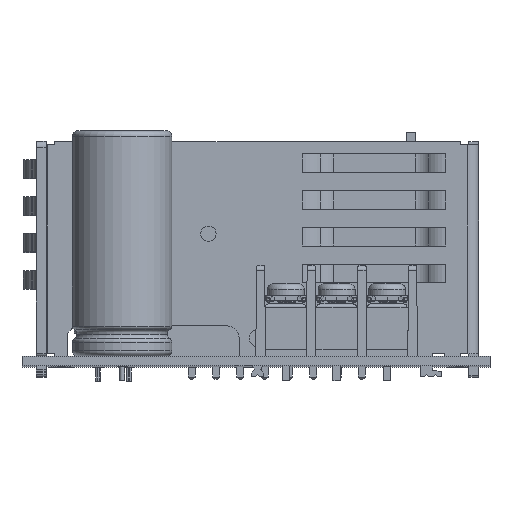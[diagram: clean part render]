
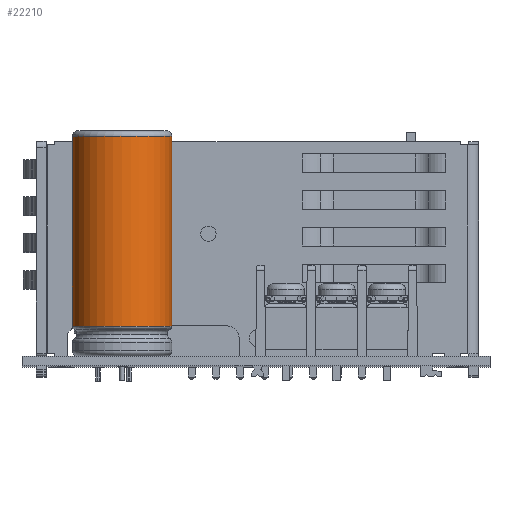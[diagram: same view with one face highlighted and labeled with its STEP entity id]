
A CAD part, top view. The second image highlights one B-rep face of the part: STEP entity #22210.
In plain terms, the highlighted cylindrical face has radius 8.1 mm (diameter 16.2 mm), a partial arc.
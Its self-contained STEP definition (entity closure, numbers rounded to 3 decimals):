
#1125 = AXIS2_PLACEMENT_3D ( 'NONE', #9725, #34112, #13250 ) ;
#1223 = DIRECTION ( 'NONE',  ( 0., -1., 0. ) ) ;
#1668 = ORIENTED_EDGE ( 'NONE', *, *, #6006, .T. ) ;
#2585 = ORIENTED_EDGE ( 'NONE', *, *, #43494, .F. ) ;
#3799 = CYLINDRICAL_SURFACE ( 'NONE', #25599, 8.1 ) ;
#4894 = FACE_OUTER_BOUND ( 'NONE', #7409, .T. ) ;
#6006 = EDGE_CURVE ( 'NONE', #18597, #44710, #17456, .T. ) ;
#7311 = VECTOR ( 'NONE', #19993, 1000. ) ;
#7409 = EDGE_LOOP ( 'NONE', ( #43755, #29277, #1668, #2585 ) ) ;
#8197 = VECTOR ( 'NONE', #19916, 1000. ) ;
#9725 = CARTESIAN_POINT ( 'NONE',  ( 0., 35.7, 0. ) ) ;
#10137 = CIRCLE ( 'NONE', #33590, 8.1 ) ;
#11732 = VERTEX_POINT ( 'NONE', #30483 ) ;
#13203 = VERTEX_POINT ( 'NONE', #19561 ) ;
#13250 = DIRECTION ( 'NONE',  ( 0., 0., -1. ) ) ;
#15082 = CARTESIAN_POINT ( 'NONE',  ( 0., 0., 0. ) ) ;
#16550 = CARTESIAN_POINT ( 'NONE',  ( 0., 0., 8.1 ) ) ;
#17456 = LINE ( 'NONE', #23408, #8197 ) ;
#17654 = LINE ( 'NONE', #16550, #7311 ) ;
#18597 = VERTEX_POINT ( 'NONE', #39500 ) ;
#19227 = CIRCLE ( 'NONE', #1125, 8.1 ) ;
#19561 = CARTESIAN_POINT ( 'NONE',  ( 0., 35.7, 8.1 ) ) ;
#19916 = DIRECTION ( 'NONE',  ( 0., -1., 0. ) ) ;
#19993 = DIRECTION ( 'NONE',  ( 0., -1., 0. ) ) ;
#22115 = CARTESIAN_POINT ( 'NONE',  ( 0., 4.799, 0. ) ) ;
#22210 = ADVANCED_FACE ( 'NONE', ( #4894 ), #3799, .T. ) ;
#23408 = CARTESIAN_POINT ( 'NONE',  ( 0., 0., -8.1 ) ) ;
#25595 = DIRECTION ( 'NONE',  ( 0., 0., -1. ) ) ;
#25599 = AXIS2_PLACEMENT_3D ( 'NONE', #15082, #32540, #39437 ) ;
#27113 = EDGE_CURVE ( 'NONE', #13203, #11732, #17654, .T. ) ;
#27900 = EDGE_CURVE ( 'NONE', #13203, #18597, #19227, .T. ) ;
#29277 = ORIENTED_EDGE ( 'NONE', *, *, #27900, .T. ) ;
#30483 = CARTESIAN_POINT ( 'NONE',  ( 0., 4.799, 8.1 ) ) ;
#32540 = DIRECTION ( 'NONE',  ( 0., -1., 0. ) ) ;
#33075 = CARTESIAN_POINT ( 'NONE',  ( 0., 4.799, -8.1 ) ) ;
#33590 = AXIS2_PLACEMENT_3D ( 'NONE', #22115, #1223, #25595 ) ;
#34112 = DIRECTION ( 'NONE',  ( 0., -1., 0. ) ) ;
#39437 = DIRECTION ( 'NONE',  ( 0., 0., -1. ) ) ;
#39500 = CARTESIAN_POINT ( 'NONE',  ( 0., 35.7, -8.1 ) ) ;
#43494 = EDGE_CURVE ( 'NONE', #11732, #44710, #10137, .T. ) ;
#43755 = ORIENTED_EDGE ( 'NONE', *, *, #27113, .F. ) ;
#44710 = VERTEX_POINT ( 'NONE', #33075 ) ;
